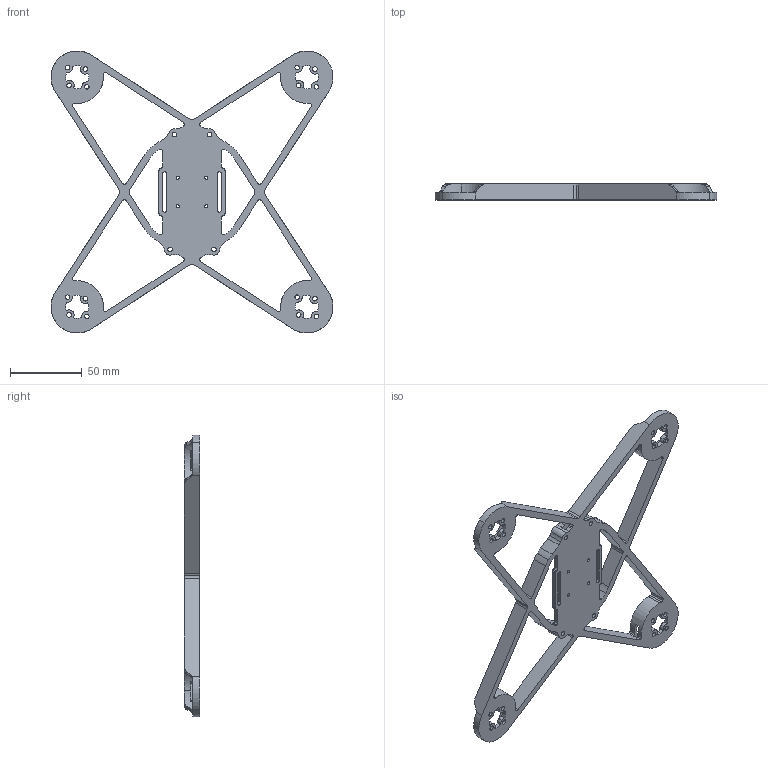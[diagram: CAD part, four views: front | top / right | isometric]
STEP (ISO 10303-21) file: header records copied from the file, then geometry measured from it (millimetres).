
FILE_DESCRIPTION (( 'STEP AP203' ), '1' );
FILE_NAME ('DronCuadrado.step_Predeterminado_sldprt.STEP', '2022-02-13T10:50:18', ( '' ), ( '' ), 'SwSTEP 2.0', 'SolidWorks 2020', '' );
FILE_SCHEMA (( 'CONFIG_CONTROL_DESIGN' ));
Length unit declared in the file: millimetre
Products named in the file (1): DronCuadrado.step_Predeterminado_sldprt
Bounding box: 196.42 x 11 x 196.42 mm (x, y, z)
Volume: 65243.1 mm3; surface area: 47165.4 mm2
Topology: 1 solids, 1 shells, 512 faces, 1554 edges, 1033 vertices
Faces by surface type: cylinder 336, plane 125, bspline 51
Entity records: 18645 total; most frequent: CARTESIAN_POINT 4266, ORIENTED_EDGE 3108, DIRECTION 2993, EDGE_CURVE 1554, AXIS2_PLACEMENT_3D 1131, VERTEX_POINT 1033, LINE 731, VECTOR 731
